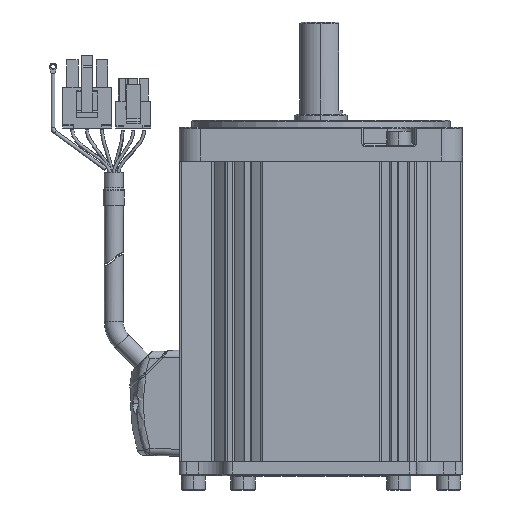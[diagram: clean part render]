
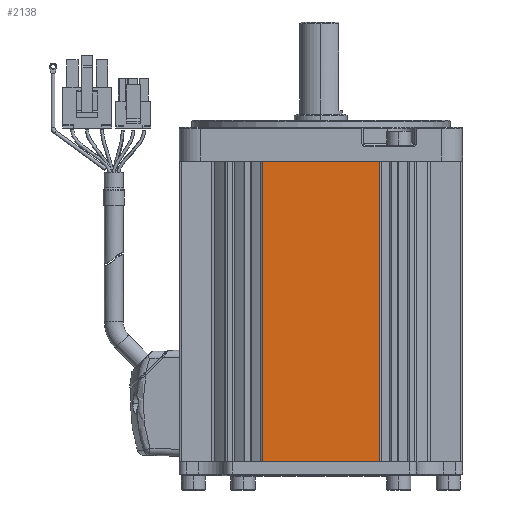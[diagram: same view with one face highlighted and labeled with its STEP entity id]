
A CAD part, left-side view. The second image highlights one B-rep face of the part: STEP entity #2138.
In plain terms, the highlighted planar face has unit normal (-1, 0, 0).
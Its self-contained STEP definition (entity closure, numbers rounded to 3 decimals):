
#33=DIRECTION('',(0.,-1.,0.));
#34=VECTOR('',#33,33.);
#35=CARTESIAN_POINT('',(-40.,16.5,62.5));
#36=LINE('',#35,#34);
#37=DIRECTION('',(0.,0.,1.));
#38=VECTOR('',#37,84.9);
#39=CARTESIAN_POINT('',(-40.,-16.5,-22.4));
#40=LINE('',#39,#38);
#41=DIRECTION('',(0.,-1.,0.));
#42=VECTOR('',#41,33.);
#43=CARTESIAN_POINT('',(-40.,16.5,-22.4));
#44=LINE('',#43,#42);
#45=DIRECTION('',(0.,0.,-1.));
#46=VECTOR('',#45,84.9);
#47=CARTESIAN_POINT('',(-40.,16.5,62.5));
#48=LINE('',#47,#46);
#1743=CARTESIAN_POINT('',(-40.,16.5,-22.4));
#1744=CARTESIAN_POINT('',(-40.,-16.5,-22.4));
#1745=VERTEX_POINT('',#1743);
#1746=VERTEX_POINT('',#1744);
#1807=CARTESIAN_POINT('',(-40.,16.5,62.5));
#1808=CARTESIAN_POINT('',(-40.,-16.5,62.5));
#1809=VERTEX_POINT('',#1807);
#1810=VERTEX_POINT('',#1808);
#2123=CARTESIAN_POINT('',(-40.,40.,-22.7));
#2124=DIRECTION('',(-1.,0.,0.));
#2125=DIRECTION('',(0.,-1.,0.));
#2126=AXIS2_PLACEMENT_3D('',#2123,#2124,#2125);
#2127=PLANE('',#2126);
#2129=ORIENTED_EDGE('',*,*,#2128,.T.);
#2131=ORIENTED_EDGE('',*,*,#2130,.F.);
#2133=ORIENTED_EDGE('',*,*,#2132,.F.);
#2135=ORIENTED_EDGE('',*,*,#2134,.F.);
#2136=EDGE_LOOP('',(#2129,#2131,#2133,#2135));
#2137=FACE_OUTER_BOUND('',#2136,.F.);
#2138=ADVANCED_FACE('',(#2137),#2127,.T.);
#2128=EDGE_CURVE('',#1809,#1810,#36,.T.);
#2130=EDGE_CURVE('',#1746,#1810,#40,.T.);
#2132=EDGE_CURVE('',#1745,#1746,#44,.T.);
#2134=EDGE_CURVE('',#1809,#1745,#48,.T.);
